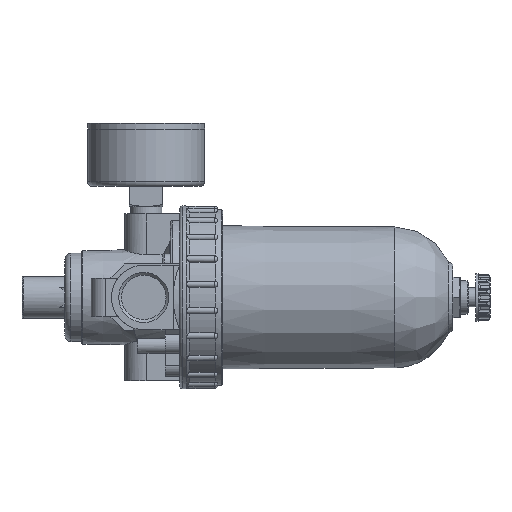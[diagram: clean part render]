
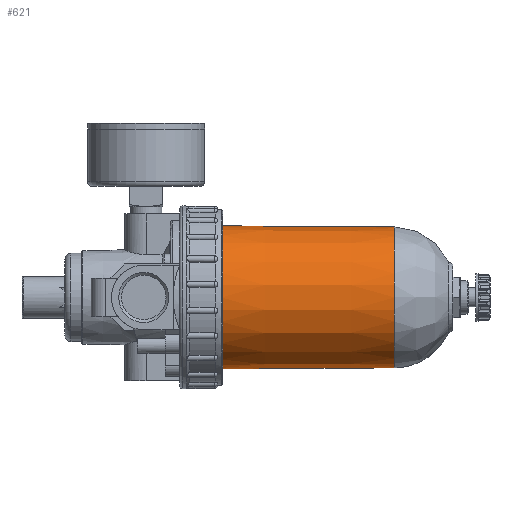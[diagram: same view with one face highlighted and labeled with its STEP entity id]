
A CAD part, left-side view. The second image highlights one B-rep face of the part: STEP entity #621.
In plain terms, the highlighted conical face has half-angle 0.372 degrees and reference radius 29.97 mm.
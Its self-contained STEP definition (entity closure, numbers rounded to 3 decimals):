
#621 = ADVANCED_FACE( '', ( #1919, #1920 ), #1921, .T. );
#1919 = FACE_BOUND( '', #4160, .T. );
#1920 = FACE_OUTER_BOUND( '', #4161, .T. );
#1921 = CONICAL_SURFACE( '', #4162, 29.97, 0.006 );
#4160 = EDGE_LOOP( '', ( #7886 ) );
#4161 = EDGE_LOOP( '', ( #7887 ) );
#4162 = AXIS2_PLACEMENT_3D( '', #7888, #7889, #7890 );
#7886 = ORIENTED_EDGE( '', *, *, #14374, .F. );
#7887 = ORIENTED_EDGE( '', *, *, #14375, .T. );
#7888 = CARTESIAN_POINT( '', ( 0., 0.5, 0. ) );
#7889 = DIRECTION( '', ( 0., 1., 0. ) );
#7890 = DIRECTION( '', ( 0., 0., 1. ) );
#14374 = EDGE_CURVE( '', #17288, #17288, #17289, .T. );
#14375 = EDGE_CURVE( '', #17290, #17290, #17291, .T. );
#17288 = VERTEX_POINT( '', #23149 );
#17289 = CIRCLE( '', #23150, 29.499 );
#17290 = VERTEX_POINT( '', #23151 );
#17291 = CIRCLE( '', #23152, 29.97 );
#23149 = CARTESIAN_POINT( '', ( 0., -71.972, -29.499 ) );
#23150 = AXIS2_PLACEMENT_3D( '', #29507, #29508, #29509 );
#23151 = CARTESIAN_POINT( '', ( 0., 0.5, -29.97 ) );
#23152 = AXIS2_PLACEMENT_3D( '', #29510, #29511, #29512 );
#29507 = CARTESIAN_POINT( '', ( 0., -71.972, 0. ) );
#29508 = DIRECTION( '', ( 0., -1., 0. ) );
#29509 = DIRECTION( '', ( 0., 0., -1. ) );
#29510 = CARTESIAN_POINT( '', ( 0., 0.5, 0. ) );
#29511 = DIRECTION( '', ( 0., -1., 0. ) );
#29512 = DIRECTION( '', ( 0., 0., -1. ) );
